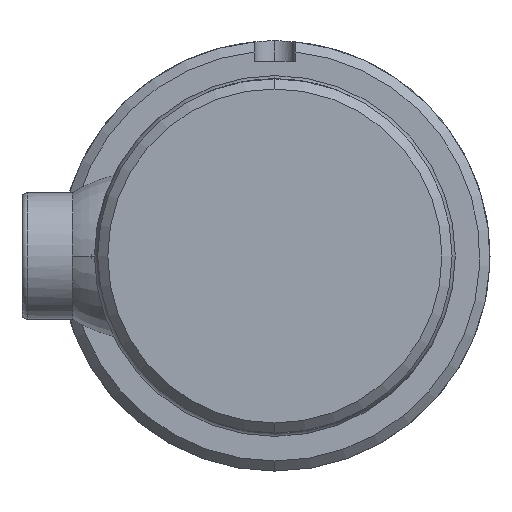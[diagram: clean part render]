
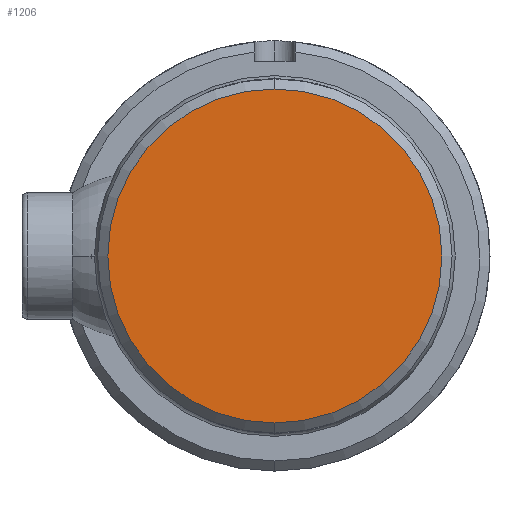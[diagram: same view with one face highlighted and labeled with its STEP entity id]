
A CAD part, left-side view. The second image highlights one B-rep face of the part: STEP entity #1206.
In plain terms, the highlighted planar face has unit normal (-1, 0, 0).
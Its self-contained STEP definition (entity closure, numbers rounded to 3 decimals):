
#166 = DIRECTION ( 'NONE',  ( 1., 0., 0. ) ) ;
#167 = CIRCLE ( 'NONE', #1223, 33. ) ;
#250 = CIRCLE ( 'NONE', #771, 33. ) ;
#514 = EDGE_LOOP ( 'NONE', ( #639, #2516 ) ) ;
#541 = CARTESIAN_POINT ( 'NONE',  ( 0., 0., 33. ) ) ;
#639 = ORIENTED_EDGE ( 'NONE', *, *, #1178, .T. ) ;
#685 = CARTESIAN_POINT ( 'NONE',  ( 0., 0., -33. ) ) ;
#763 = CARTESIAN_POINT ( 'NONE',  ( 0., 0., 0. ) ) ;
#771 = AXIS2_PLACEMENT_3D ( 'NONE', #763, #2160, #976 ) ;
#774 = PLANE ( 'NONE',  #1437 ) ;
#775 = CARTESIAN_POINT ( 'NONE',  ( 0., 0., 0. ) ) ;
#832 = EDGE_CURVE ( 'NONE', #1700, #2483, #167, .T. ) ;
#976 = DIRECTION ( 'NONE',  ( 0., 0., -1. ) ) ;
#983 = DIRECTION ( 'NONE',  ( 0., 0., -1. ) ) ;
#985 = DIRECTION ( 'NONE',  ( -1., 0., 0. ) ) ;
#1178 = EDGE_CURVE ( 'NONE', #2483, #1700, #250, .T. ) ;
#1206 = ADVANCED_FACE ( 'NONE', ( #2393 ), #774, .F. ) ;
#1223 = AXIS2_PLACEMENT_3D ( 'NONE', #775, #985, #1874 ) ;
#1437 = AXIS2_PLACEMENT_3D ( 'NONE', #1768, #166, #983 ) ;
#1700 = VERTEX_POINT ( 'NONE', #541 ) ;
#1768 = CARTESIAN_POINT ( 'NONE',  ( 0., 0., 0. ) ) ;
#1874 = DIRECTION ( 'NONE',  ( 0., 0., -1. ) ) ;
#2160 = DIRECTION ( 'NONE',  ( -1., 0., 0. ) ) ;
#2393 = FACE_OUTER_BOUND ( 'NONE', #514, .T. ) ;
#2483 = VERTEX_POINT ( 'NONE', #685 ) ;
#2516 = ORIENTED_EDGE ( 'NONE', *, *, #832, .T. ) ;
